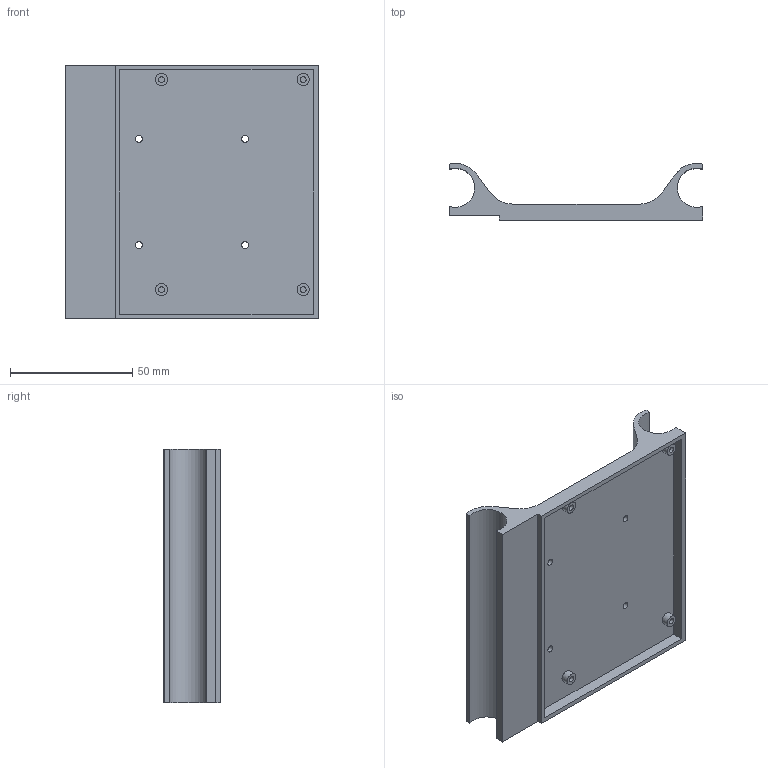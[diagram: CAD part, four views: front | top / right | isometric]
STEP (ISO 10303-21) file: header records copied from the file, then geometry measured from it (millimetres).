
FILE_DESCRIPTION(/* description */ (''),/* implementation_level */ '2;1');
FILE_NAME(/* name */ 'Jetson Mount.step',/* time_stamp */ '2024-02-28T17:09:47+08:00',/* author */ (''),/* organization */ (''),/* preprocessor_version */ 'ST-DEVELOPER v20',/* originating_system */ 'Autodesk Translation Framework v12.20.1.177',/* authorisation */ '');
FILE_SCHEMA (('AUTOMOTIVE_DESIGN { 1 0 10303 214 3 1 1 }'));
Length unit declared in the file: millimetre
Products named in the file (2): AGV V3; JetsonNano MountKit
Assembly tree (1 placements, depth 2):
  AGV V3
    JetsonNano MountKit
Bounding box: 104 x 23.3 x 104 mm (x, y, z)
Volume: 50917.7 mm3; surface area: 34579.2 mm2
Topology: 1 solids, 1 shells, 41 faces, 90 edges, 60 vertices
Faces by surface type: plane 23, cylinder 16, bspline 2
Full cylindrical faces by diameter (mm): 2.4 x4, 2.8 x4, 5 x4
Entity records: 1304 total; most frequent: CARTESIAN_POINT 268, DIRECTION 202, ORIENTED_EDGE 180, EDGE_CURVE 90, AXIS2_PLACEMENT_3D 74, VERTEX_POINT 60, EDGE_LOOP 58, LINE 54
